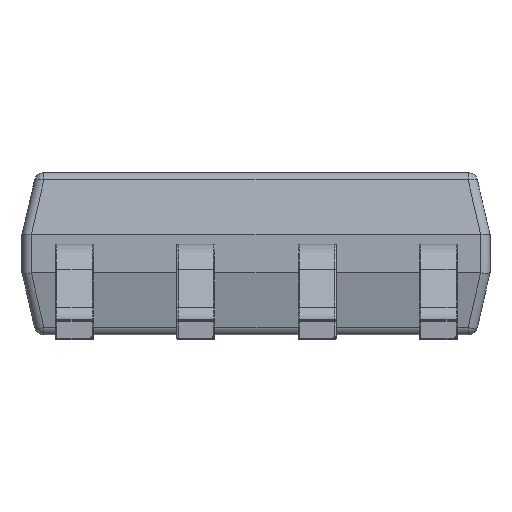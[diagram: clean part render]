
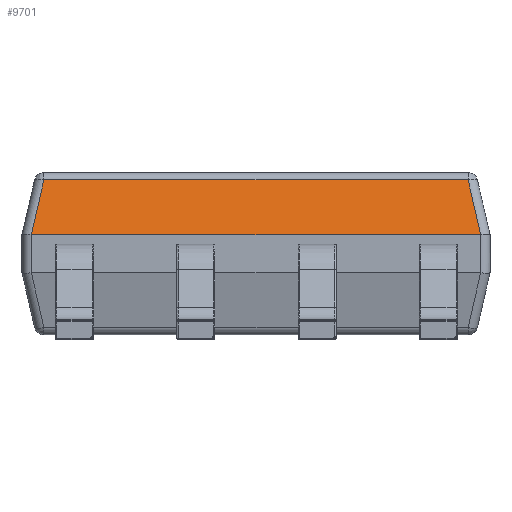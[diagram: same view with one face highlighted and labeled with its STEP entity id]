
A CAD part, front view. The second image highlights one B-rep face of the part: STEP entity #9701.
In plain terms, the highlighted planar face has unit normal (0, -0.974, 0.225).
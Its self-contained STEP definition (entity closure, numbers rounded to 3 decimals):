
#1133 = CARTESIAN_POINT ( 'NONE',  ( 2.182, -1.786, 1.643 ) ) ;
#1448 = VERTEX_POINT ( 'NONE', #14990 ) ;
#2048 = EDGE_CURVE ( 'NONE', #23084, #31643, #31300, .T. ) ;
#2649 = VECTOR ( 'NONE', #24631, 1000. ) ;
#3222 =( BOUNDED_CURVE ( )  B_SPLINE_CURVE ( 3, ( #5003, #30863, #19797, #7347 ),
 .UNSPECIFIED., .F., .F. ) 
 B_SPLINE_CURVE_WITH_KNOTS ( ( 4, 4 ),
 ( 0., 0.025 ),
 .UNSPECIFIED. ) 
 CURVE ( )  GEOMETRIC_REPRESENTATION_ITEM ( )  RATIONAL_B_SPLINE_CURVE ( ( 1., 1., 1., 1. ) ) 
 REPRESENTATION_ITEM ( '' )  );
#5003 = CARTESIAN_POINT ( 'NONE',  ( -2.309, -1.916, 1.08 ) ) ;
#5860 =( BOUNDED_CURVE ( )  B_SPLINE_CURVE ( 3, ( #11198, #25778, #11004, #8720 ),
 .UNSPECIFIED., .F., .F. ) 
 B_SPLINE_CURVE_WITH_KNOTS ( ( 4, 4 ),
 ( 0., 0.025 ),
 .UNSPECIFIED. ) 
 CURVE ( )  GEOMETRIC_REPRESENTATION_ITEM ( )  RATIONAL_B_SPLINE_CURVE ( ( 1., 1., 1., 1. ) ) 
 REPRESENTATION_ITEM ( '' )  );
#6827 = VERTEX_POINT ( 'NONE', #14223 ) ;
#7347 = CARTESIAN_POINT ( 'NONE',  ( -2.312, -1.916, 1.08 ) ) ;
#8001 = VECTOR ( 'NONE', #27920, 1000. ) ;
#8074 = EDGE_CURVE ( 'NONE', #31643, #1448, #5860, .T. ) ;
#8720 = CARTESIAN_POINT ( 'NONE',  ( 2.312, -1.916, 1.08 ) ) ;
#9701 = ADVANCED_FACE ( 'NONE', ( #29447 ), #17787, .T. ) ;
#10116 = ORIENTED_EDGE ( 'NONE', *, *, #33260, .F. ) ;
#10807 = CARTESIAN_POINT ( 'NONE',  ( 2.309, -1.916, 1.08 ) ) ;
#11004 = CARTESIAN_POINT ( 'NONE',  ( 2.311, -1.916, 1.08 ) ) ;
#11198 = CARTESIAN_POINT ( 'NONE',  ( 2.309, -1.916, 1.08 ) ) ;
#11487 = ORIENTED_EDGE ( 'NONE', *, *, #2048, .T. ) ;
#13066 = ORIENTED_EDGE ( 'NONE', *, *, #25115, .F. ) ;
#13256 = DIRECTION ( 'NONE',  ( 0., -0.225, -0.974 ) ) ;
#14223 = CARTESIAN_POINT ( 'NONE',  ( -2.312, -1.916, 1.08 ) ) ;
#14680 = EDGE_CURVE ( 'NONE', #20262, #34373, #19748, .T. ) ;
#14990 = CARTESIAN_POINT ( 'NONE',  ( 2.312, -1.916, 1.08 ) ) ;
#16130 = EDGE_CURVE ( 'NONE', #34373, #6827, #27733, .T. ) ;
#16216 = VECTOR ( 'NONE', #16648, 1000. ) ;
#16648 = DIRECTION ( 'NONE',  ( -1., 0., 0. ) ) ;
#16761 = CARTESIAN_POINT ( 'NONE',  ( -2.408, -1.916, 1.08 ) ) ;
#17787 = PLANE ( 'NONE',  #37056 ) ;
#17948 = EDGE_LOOP ( 'NONE', ( #35780, #10116, #11487, #37643, #13066, #31976 ) ) ;
#19748 = LINE ( 'NONE', #31576, #16216 ) ;
#19797 = CARTESIAN_POINT ( 'NONE',  ( -2.311, -1.916, 1.08 ) ) ;
#20262 = VERTEX_POINT ( 'NONE', #1133 ) ;
#21547 = CARTESIAN_POINT ( 'NONE',  ( 2.06, -1.665, 2.17 ) ) ;
#23084 = VERTEX_POINT ( 'NONE', #24061 ) ;
#23997 = VECTOR ( 'NONE', #37197, 1000. ) ;
#24061 = CARTESIAN_POINT ( 'NONE',  ( -2.309, -1.916, 1.08 ) ) ;
#24533 = DIRECTION ( 'NONE',  ( 0., -0.974, 0.225 ) ) ;
#24631 = DIRECTION ( 'NONE',  ( 0.219, -0.219, -0.951 ) ) ;
#25103 = CARTESIAN_POINT ( 'NONE',  ( 0., -1.769, 1.719 ) ) ;
#25115 = EDGE_CURVE ( 'NONE', #20262, #1448, #27370, .T. ) ;
#25778 = CARTESIAN_POINT ( 'NONE',  ( 2.31, -1.916, 1.08 ) ) ;
#27370 = LINE ( 'NONE', #21547, #2649 ) ;
#27733 = LINE ( 'NONE', #33942, #8001 ) ;
#27920 = DIRECTION ( 'NONE',  ( -0.219, -0.219, -0.951 ) ) ;
#29447 = FACE_OUTER_BOUND ( 'NONE', #17948, .T. ) ;
#30863 = CARTESIAN_POINT ( 'NONE',  ( -2.31, -1.916, 1.08 ) ) ;
#31300 = LINE ( 'NONE', #16761, #23997 ) ;
#31576 = CARTESIAN_POINT ( 'NONE',  ( 0., -1.786, 1.643 ) ) ;
#31643 = VERTEX_POINT ( 'NONE', #10807 ) ;
#31976 = ORIENTED_EDGE ( 'NONE', *, *, #14680, .T. ) ;
#33260 = EDGE_CURVE ( 'NONE', #23084, #6827, #3222, .T. ) ;
#33942 = CARTESIAN_POINT ( 'NONE',  ( -2.182, -1.786, 1.643 ) ) ;
#34373 = VERTEX_POINT ( 'NONE', #37467 ) ;
#35780 = ORIENTED_EDGE ( 'NONE', *, *, #16130, .T. ) ;
#37056 = AXIS2_PLACEMENT_3D ( 'NONE', #25103, #24533, #13256 ) ;
#37197 = DIRECTION ( 'NONE',  ( 1., 0., 0. ) ) ;
#37467 = CARTESIAN_POINT ( 'NONE',  ( -2.182, -1.786, 1.643 ) ) ;
#37643 = ORIENTED_EDGE ( 'NONE', *, *, #8074, .T. ) ;
